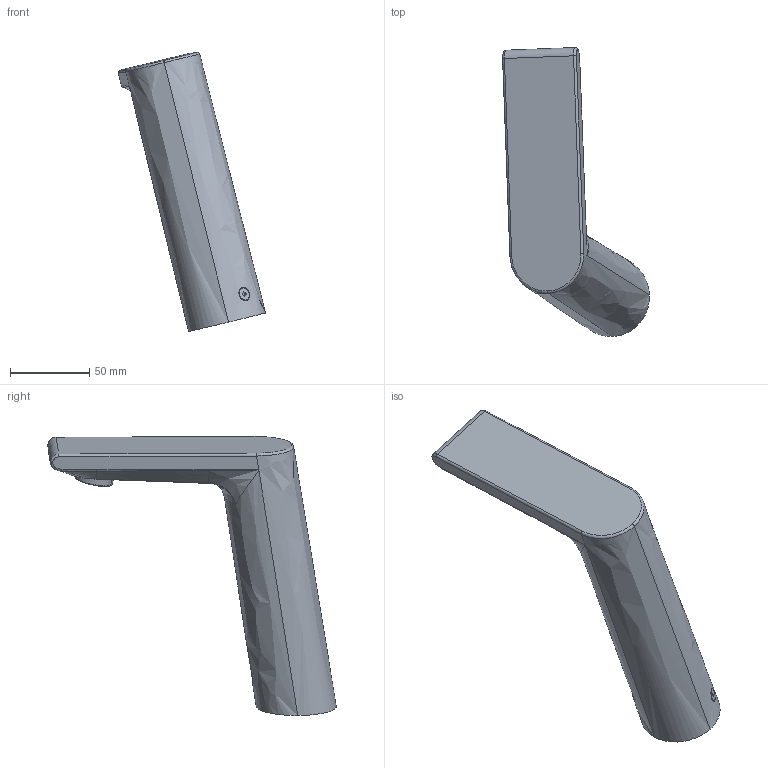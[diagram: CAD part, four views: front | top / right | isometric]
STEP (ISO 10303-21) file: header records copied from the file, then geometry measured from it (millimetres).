
FILE_DESCRIPTION(('CAx-IF Rec.Pracs.---Model Styling and Organization---1.2---2011-12-15','CAx-IF Rec.Pracs.---Geometric and Assembly Validation Properties---4.1---2014-06-16','CAx-IF Rec.Pracs.---PMI Polyline Presentation---2.0---2013-05-24'),'2;1');
FILE_NAME('1000089395_PPR_000.stp','2016-09-02T12:45:41+02:00',(''),(''),'STEP Interface 4.0.1101 by CT CoreTechnologie','3D_Evolution4.0.1101 by CT CoreTechnologie','');
FILE_SCHEMA(('AP203_CONFIGURATION_CONTROLLED_3D_DESIGN_OF_MECHANICAL_PARTS_AND_ASSEMBLIES_MIM_LF'));
Length unit declared in the file: millimetre
Products named in the file (8): P_2 Metris WT Elektr. f. Micas-Kartusche 1000089395_PPR_000_A0; P_2 GK_WTM-E Metris ohne Mischsystem 1000089396_PPA_000_A0; P_2 Optikfenster KS Talis 1000089397_PPA_000_A0; SR_TJ_HC_1,5gpm-air_gruen_M24x1-m-sa 1000054702_PPR_000_A1; Strahlreglerhuelse mit Diebstahls.M24x1 1000054699_PPA_000_A0; SR_TJ_HC_1,5gpm-air_green 1000054698_PPA_000_A1; Flachdichtung d15xD21,3 (EB-2,4) 1000029262_PPA_000_A1; Senkschraube DIN7991-M4x8-A2 1000003516_PPA_000_A0
Assembly tree (7 placements, depth 3):
  P_2 Metris WT Elektr. f. Micas-Kartusche 1000089395_PPR_000_A0
    P_2 GK_WTM-E Metris ohne Mischsystem 1000089396_PPA_000_A0
    P_2 Optikfenster KS Talis 1000089397_PPA_000_A0
    SR_TJ_HC_1,5gpm-air_gruen_M24x1-m-sa 1000054702_PPR_000_A1
      Strahlreglerhuelse mit Diebstahls.M24x1 1000054699_PPA_000_A0
      SR_TJ_HC_1,5gpm-air_green 1000054698_PPA_000_A1
      Flachdichtung d15xD21,3 (EB-2,4) 1000029262_PPA_000_A1
    Senkschraube DIN7991-M4x8-A2 1000003516_PPA_000_A0
Bounding box: 92.81 x 182.29 x 176.31 mm (x, y, z)
Volume: 418979.8 mm3; surface area: 50245.9 mm2
Topology: 7 solids, 7 shells, 763 faces, 1946 edges, 1249 vertices
Faces by surface type: plane 579, cylinder 115, bspline 69
Entity records: 37940 total; most frequent: CARTESIAN_POINT 10961, ORIENTED_EDGE 3884, DIRECTION 3592, EDGE_CURVE 1942, VECTOR 1600, LINE 1600, VERTEX_POINT 1249, AXIS2_PLACEMENT_3D 996
